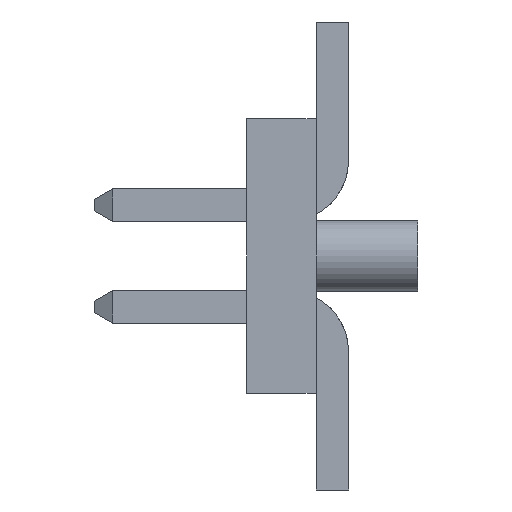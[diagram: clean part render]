
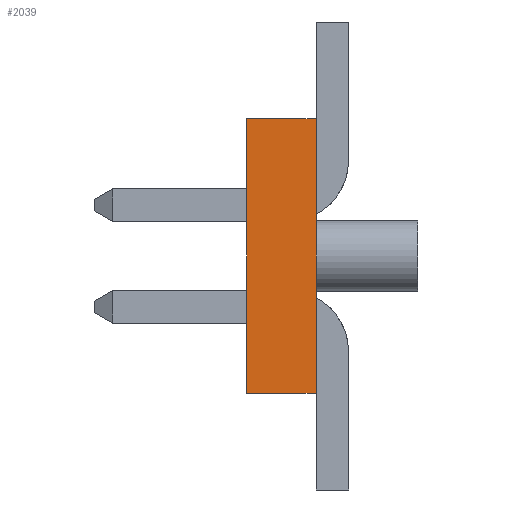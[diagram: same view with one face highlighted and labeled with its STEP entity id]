
A CAD part, left-side view. The second image highlights one B-rep face of the part: STEP entity #2039.
In plain terms, the highlighted planar face has unit normal (-1, 0, 0).
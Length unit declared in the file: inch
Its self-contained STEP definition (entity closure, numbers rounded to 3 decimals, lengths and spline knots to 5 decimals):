
#2039 = ADVANCED_FACE( '', ( #4300 ), #4301, .F. );
#4300 = FACE_OUTER_BOUND( '', #6802, .T. );
#4301 = PLANE( '', #6803 );
#6802 = EDGE_LOOP( '', ( #13062, #13063, #13064, #13065 ) );
#6803 = AXIS2_PLACEMENT_3D( '', #13066, #13067, #13068 );
#13062 = ORIENTED_EDGE( '', *, *, #17993, .T. );
#13063 = ORIENTED_EDGE( '', *, *, #17250, .F. );
#13064 = ORIENTED_EDGE( '', *, *, #17491, .F. );
#13065 = ORIENTED_EDGE( '', *, *, #16883, .T. );
#13066 = CARTESIAN_POINT( '', ( -0.725, 0.034, -0.0675 ) );
#13067 = DIRECTION( '', ( 1., 0., 0. ) );
#13068 = DIRECTION( '', ( 0., 0., -1. ) );
#16883 = EDGE_CURVE( '', #20991, #20989, #20992, .T. );
#17250 = EDGE_CURVE( '', #21518, #21513, #21520, .T. );
#17491 = EDGE_CURVE( '', #20991, #21518, #21835, .T. );
#17993 = EDGE_CURVE( '', #20989, #21513, #22432, .T. );
#20989 = VERTEX_POINT( '', #26545 );
#20991 = VERTEX_POINT( '', #26548 );
#20992 = LINE( '', #26549, #26550 );
#21513 = VERTEX_POINT( '', #27345 );
#21518 = VERTEX_POINT( '', #27352 );
#21520 = LINE( '', #27355, #27356 );
#21835 = LINE( '', #27834, #27835 );
#22432 = LINE( '', #28739, #28740 );
#26545 = CARTESIAN_POINT( '', ( -0.725, 0., -0.0675 ) );
#26548 = CARTESIAN_POINT( '', ( -0.725, 0.034, -0.0675 ) );
#26549 = CARTESIAN_POINT( '', ( -0.725, 0.034, -0.0675 ) );
#26550 = VECTOR( '', #31005, 39.37008 );
#27345 = CARTESIAN_POINT( '', ( -0.725, 0., 0.0675 ) );
#27352 = CARTESIAN_POINT( '', ( -0.725, 0.034, 0.0675 ) );
#27355 = CARTESIAN_POINT( '', ( -0.725, 0.034, 0.0675 ) );
#27356 = VECTOR( '', #31310, 39.37008 );
#27834 = CARTESIAN_POINT( '', ( -0.725, 0.034, -0.0675 ) );
#27835 = VECTOR( '', #31486, 39.37008 );
#28739 = CARTESIAN_POINT( '', ( -0.725, 0., -0.0675 ) );
#28740 = VECTOR( '', #31833, 39.37008 );
#31005 = DIRECTION( '', ( 0., -1., 0. ) );
#31310 = DIRECTION( '', ( 0., -1., 0. ) );
#31486 = DIRECTION( '', ( 0., 0., 1. ) );
#31833 = DIRECTION( '', ( 0., 0., 1. ) );
